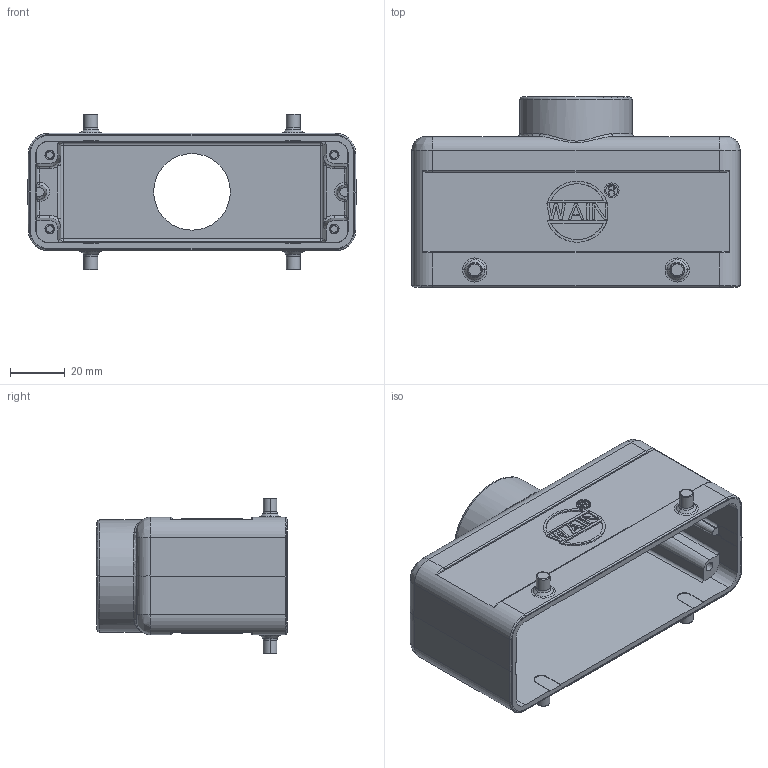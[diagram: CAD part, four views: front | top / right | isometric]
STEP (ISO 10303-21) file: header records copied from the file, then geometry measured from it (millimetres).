
FILE_DESCRIPTION((''),'2;1');
FILE_NAME('H24B-TE','2019-04-17T',('zl.chen'),(''),'PRO/ENGINEER BY PARAMETRIC TECHNOLOGY CORPORATION, 2013430','PRO/ENGINEER BY PARAMETRIC TECHNOLOGY CORPORATION, 2013430','');
FILE_SCHEMA(('CONFIG_CONTROL_DESIGN','SHAPE_APPEARANCE_LAYERS_GROUPS'));
Length unit declared in the file: millimetre
Products named in the file (1): H24B-TE
Bounding box: 120 x 69.5 x 57 mm (x, y, z)
Volume: 77110.6 mm3; surface area: 45335.5 mm2
Topology: 1 solids, 1 shells, 465 faces, 1211 edges, 773 vertices
Faces by surface type: plane 247, cylinder 94, torus 46, cone 36, bspline 18, sphere 16, extrusion 8
Entity records: 19067 total; most frequent: CARTESIAN_POINT 3900, ORIENTED_EDGE 2390, DIRECTION 2366, PRESENTATION_STYLE_ASSIGNMENT 1196, STYLED_ITEM 1196, CURVE_STYLE 1195, EDGE_CURVE 1195, AXIS2_PLACEMENT_3D 814
